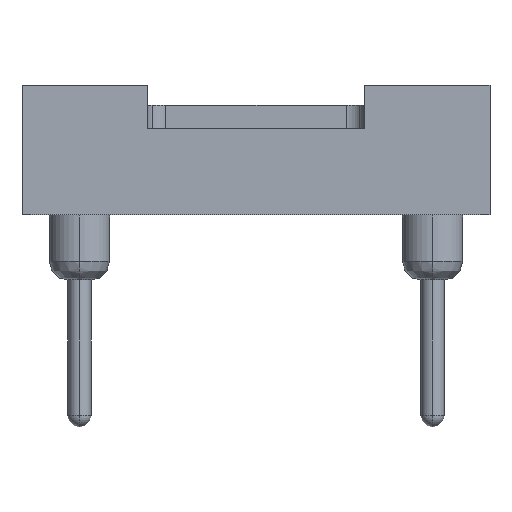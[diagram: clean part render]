
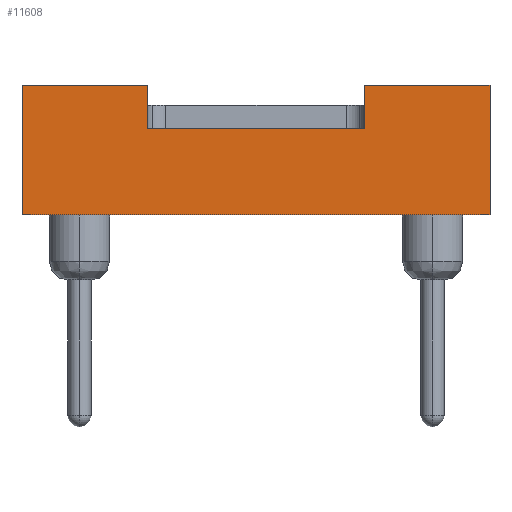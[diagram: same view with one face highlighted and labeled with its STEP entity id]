
A CAD part, front view. The second image highlights one B-rep face of the part: STEP entity #11608.
In plain terms, the highlighted planar face has unit normal (0, -1, 0).
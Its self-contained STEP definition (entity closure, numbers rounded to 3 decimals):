
#11114=CARTESIAN_POINT('',(2.35,-11.43,3.27));
#11115=VERTEX_POINT('',#11114);
#11146=CARTESIAN_POINT('',(-2.35,-11.43,3.27));
#11147=VERTEX_POINT('',#11146);
#11154=CARTESIAN_POINT('',(-2.35,-11.43,3.27));
#11155=DIRECTION('',(1.0,0.0,0.0));
#11156=VECTOR('',#11155,4.7);
#11157=LINE('',#11154,#11156);
#11158=EDGE_CURVE('',#11147,#11115,#11157,.T.);
#11186=CARTESIAN_POINT('',(5.05,-11.43,1.4));
#11187=VERTEX_POINT('',#11186);
#11194=CARTESIAN_POINT('',(-5.05,-11.43,1.4));
#11195=VERTEX_POINT('',#11194);
#11196=CARTESIAN_POINT('',(5.05,-11.43,1.4));
#11197=DIRECTION('',(-1.0,0.0,0.0));
#11198=VECTOR('',#11197,10.1);
#11199=LINE('',#11196,#11198);
#11200=EDGE_CURVE('',#11187,#11195,#11199,.T.);
#11330=CARTESIAN_POINT('',(5.05,-11.43,4.2));
#11331=VERTEX_POINT('',#11330);
#11338=CARTESIAN_POINT('',(5.05,-11.43,1.4));
#11339=DIRECTION('',(0.0,0.0,1.0));
#11340=VECTOR('',#11339,2.8);
#11341=LINE('',#11338,#11340);
#11342=EDGE_CURVE('',#11187,#11331,#11341,.T.);
#11362=CARTESIAN_POINT('',(-5.05,-11.43,4.2));
#11363=VERTEX_POINT('',#11362);
#11364=CARTESIAN_POINT('',(-5.05,-11.43,1.4));
#11365=DIRECTION('',(0.0,0.0,1.0));
#11366=VECTOR('',#11365,2.8);
#11367=LINE('',#11364,#11366);
#11368=EDGE_CURVE('',#11195,#11363,#11367,.T.);
#11393=CARTESIAN_POINT('',(-2.35,-11.43,4.2));
#11394=VERTEX_POINT('',#11393);
#11395=CARTESIAN_POINT('',(-2.35,-11.43,4.2));
#11396=DIRECTION('',(-1.0,0.0,0.0));
#11397=VECTOR('',#11396,2.7);
#11398=LINE('',#11395,#11397);
#11399=EDGE_CURVE('',#11394,#11363,#11398,.T.);
#11432=CARTESIAN_POINT('',(-2.35,-11.43,3.27));
#11433=DIRECTION('',(0.0,0.0,1.0));
#11434=VECTOR('',#11433,0.93);
#11435=LINE('',#11432,#11434);
#11436=EDGE_CURVE('',#11147,#11394,#11435,.T.);
#11460=CARTESIAN_POINT('',(2.35,-11.43,4.2));
#11461=VERTEX_POINT('',#11460);
#11462=CARTESIAN_POINT('',(2.35,-11.43,3.27));
#11463=DIRECTION('',(0.0,0.0,1.0));
#11464=VECTOR('',#11463,0.93);
#11465=LINE('',#11462,#11464);
#11466=EDGE_CURVE('',#11115,#11461,#11465,.T.);
#11489=CARTESIAN_POINT('',(5.05,-11.43,4.2));
#11490=DIRECTION('',(-1.0,0.0,0.0));
#11491=VECTOR('',#11490,2.7);
#11492=LINE('',#11489,#11491);
#11493=EDGE_CURVE('',#11331,#11461,#11492,.T.);
#11593=CARTESIAN_POINT('',(5.05,-11.43,1.4));
#11594=DIRECTION('',(0.0,-1.0,0.0));
#11595=DIRECTION('',(0.0,0.0,-1.0));
#11596=AXIS2_PLACEMENT_3D('',#11593,#11594,#11595);
#11597=PLANE('',#11596);
#11598=ORIENTED_EDGE('',*,*,#11493,.T.);
#11599=ORIENTED_EDGE('',*,*,#11466,.F.);
#11600=ORIENTED_EDGE('',*,*,#11158,.F.);
#11601=ORIENTED_EDGE('',*,*,#11436,.T.);
#11602=ORIENTED_EDGE('',*,*,#11399,.T.);
#11603=ORIENTED_EDGE('',*,*,#11368,.F.);
#11604=ORIENTED_EDGE('',*,*,#11200,.F.);
#11605=ORIENTED_EDGE('',*,*,#11342,.T.);
#11606=EDGE_LOOP('',(#11598,#11599,#11600,#11601,#11602,#11603,#11604,#11605));
#11607=FACE_OUTER_BOUND('',#11606,.T.);
#11608=ADVANCED_FACE('',(#11607),#11597,.T.);
